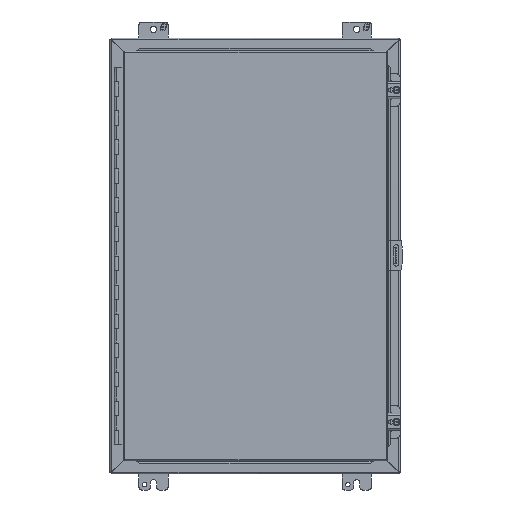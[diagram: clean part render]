
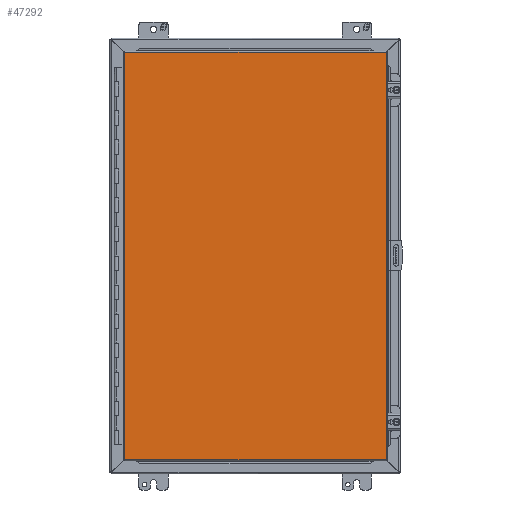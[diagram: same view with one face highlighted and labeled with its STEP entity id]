
A CAD part, front view. The second image highlights one B-rep face of the part: STEP entity #47292.
In plain terms, the highlighted planar face has unit normal (0, -1, 0).
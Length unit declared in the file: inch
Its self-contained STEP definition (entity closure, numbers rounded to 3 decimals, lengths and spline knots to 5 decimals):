
#2568 = ORIENTED_EDGE ( 'NONE', *, *, #34894, .T. ) ;
#2685 = PLANE ( 'NONE',  #36119 ) ;
#5191 = LINE ( 'NONE', #33650, #45007 ) ;
#6360 = DIRECTION ( 'NONE',  ( 1., 0., 0. ) ) ;
#7215 = CARTESIAN_POINT ( 'NONE',  ( -8.98426, -7.18504, 14.02376 ) ) ;
#8435 = VERTEX_POINT ( 'NONE', #48385 ) ;
#9779 = DIRECTION ( 'NONE',  ( 0., -1., 0. ) ) ;
#11366 = LINE ( 'NONE', #23867, #33452 ) ;
#13979 = VERTEX_POINT ( 'NONE', #46956 ) ;
#14200 = CARTESIAN_POINT ( 'NONE',  ( -8.98426, -7.18504, -14.02376 ) ) ;
#14932 = EDGE_CURVE ( 'NONE', #8435, #13979, #36171, .T. ) ;
#16414 = CARTESIAN_POINT ( 'NONE',  ( -8.98426, -7.18504, -14.02376 ) ) ;
#17234 = ORIENTED_EDGE ( 'NONE', *, *, #39515, .T. ) ;
#19117 = EDGE_LOOP ( 'NONE', ( #2568, #17234, #30641, #46591 ) ) ;
#23867 = CARTESIAN_POINT ( 'NONE',  ( -8.98426, -7.18504, 14.02376 ) ) ;
#27285 = DIRECTION ( 'NONE',  ( -1., 0., 0. ) ) ;
#29771 = DIRECTION ( 'NONE',  ( 0., 0., 1. ) ) ;
#30641 = ORIENTED_EDGE ( 'NONE', *, *, #14932, .T. ) ;
#30874 = VERTEX_POINT ( 'NONE', #42915 ) ;
#33198 = EDGE_CURVE ( 'NONE', #13979, #30874, #5191, .T. ) ;
#33452 = VECTOR ( 'NONE', #27285, 39.37008 ) ;
#33650 = CARTESIAN_POINT ( 'NONE',  ( 9.04626, -7.18504, 14.02376 ) ) ;
#34894 = EDGE_CURVE ( 'NONE', #30874, #35946, #11366, .T. ) ;
#35946 = VERTEX_POINT ( 'NONE', #7215 ) ;
#36119 = AXIS2_PLACEMENT_3D ( 'NONE', #14200, #9779, #6360 ) ;
#36171 = LINE ( 'NONE', #36439, #45950 ) ;
#36439 = CARTESIAN_POINT ( 'NONE',  ( 9.04626, -7.18504, -14.02376 ) ) ;
#36673 = VECTOR ( 'NONE', #48201, 39.37008 ) ;
#39515 = EDGE_CURVE ( 'NONE', #35946, #8435, #40892, .T. ) ;
#40860 = DIRECTION ( 'NONE',  ( 1., 0., 0. ) ) ;
#40892 = LINE ( 'NONE', #16414, #36673 ) ;
#42915 = CARTESIAN_POINT ( 'NONE',  ( 9.04626, -7.18504, 14.02376 ) ) ;
#45007 = VECTOR ( 'NONE', #29771, 39.37008 ) ;
#45950 = VECTOR ( 'NONE', #40860, 39.37008 ) ;
#46536 = FACE_OUTER_BOUND ( 'NONE', #19117, .T. ) ;
#46591 = ORIENTED_EDGE ( 'NONE', *, *, #33198, .T. ) ;
#46956 = CARTESIAN_POINT ( 'NONE',  ( 9.04626, -7.18504, -14.02376 ) ) ;
#47292 = ADVANCED_FACE ( 'NONE', ( #46536 ), #2685, .T. ) ;
#48201 = DIRECTION ( 'NONE',  ( 0., 0., -1. ) ) ;
#48385 = CARTESIAN_POINT ( 'NONE',  ( -8.98426, -7.18504, -14.02376 ) ) ;
